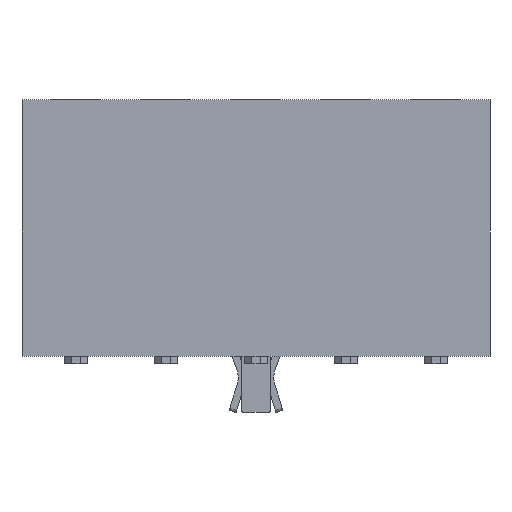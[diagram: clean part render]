
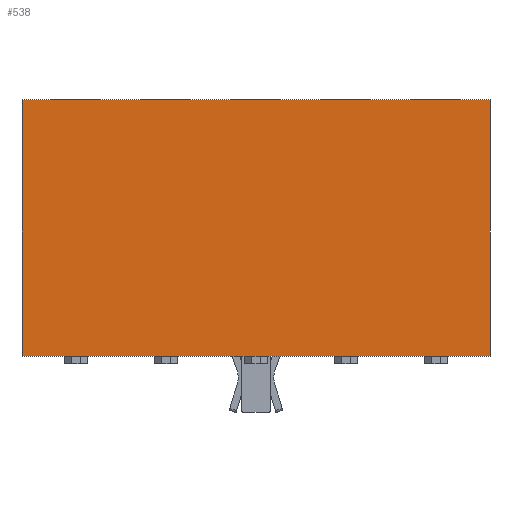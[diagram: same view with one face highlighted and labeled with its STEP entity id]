
A CAD part, front view. The second image highlights one B-rep face of the part: STEP entity #538.
In plain terms, the highlighted planar face has unit normal (0, -1, 0).
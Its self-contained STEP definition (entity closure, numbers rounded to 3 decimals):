
#538 = ADVANCED_FACE( '', ( #1131 ), #1132, .F. );
#1131 = FACE_OUTER_BOUND( '', #1804, .T. );
#1132 = PLANE( '', #1805 );
#1804 = EDGE_LOOP( '', ( #3400, #3401, #3402, #3403 ) );
#1805 = AXIS2_PLACEMENT_3D( '', #3404, #3405, #3406 );
#3400 = ORIENTED_EDGE( '', *, *, #4261, .F. );
#3401 = ORIENTED_EDGE( '', *, *, #4167, .F. );
#3402 = ORIENTED_EDGE( '', *, *, #4427, .F. );
#3403 = ORIENTED_EDGE( '', *, *, #4515, .F. );
#3404 = CARTESIAN_POINT( '', ( 0., -2.54, 0. ) );
#3405 = DIRECTION( '', ( 0., 1., 0. ) );
#3406 = DIRECTION( '', ( 0., 0., 1. ) );
#4167 = EDGE_CURVE( '', #5115, #5113, #5117, .T. );
#4261 = EDGE_CURVE( '', #5113, #5260, #5261, .T. );
#4427 = EDGE_CURVE( '', #5481, #5115, #5483, .T. );
#4515 = EDGE_CURVE( '', #5260, #5481, #5584, .T. );
#5113 = VERTEX_POINT( '', #6428 );
#5115 = VERTEX_POINT( '', #6431 );
#5117 = LINE( '', #6434, #6435 );
#5260 = VERTEX_POINT( '', #6638 );
#5261 = LINE( '', #6639, #6640 );
#5481 = VERTEX_POINT( '', #6974 );
#5483 = LINE( '', #6977, #6978 );
#5584 = LINE( '', #7135, #7136 );
#6428 = CARTESIAN_POINT( '', ( -6.6, -2.54, -3.62 ) );
#6431 = CARTESIAN_POINT( '', ( 6.6, -2.54, -3.62 ) );
#6434 = CARTESIAN_POINT( '', ( 6.6, -2.54, -3.62 ) );
#6435 = VECTOR( '', #7564, 1000. );
#6638 = CARTESIAN_POINT( '', ( -6.6, -2.54, 3.62 ) );
#6639 = CARTESIAN_POINT( '', ( -6.6, -2.54, -3.62 ) );
#6640 = VECTOR( '', #7661, 1000. );
#6974 = CARTESIAN_POINT( '', ( 6.6, -2.54, 3.62 ) );
#6977 = CARTESIAN_POINT( '', ( 6.6, -2.54, 3.62 ) );
#6978 = VECTOR( '', #7798, 1000. );
#7135 = CARTESIAN_POINT( '', ( -6.6, -2.54, 3.62 ) );
#7136 = VECTOR( '', #7855, 1000. );
#7564 = DIRECTION( '', ( -1., 0., 0. ) );
#7661 = DIRECTION( '', ( 0., 0., 1. ) );
#7798 = DIRECTION( '', ( 0., 0., -1. ) );
#7855 = DIRECTION( '', ( 1., 0., 0. ) );
